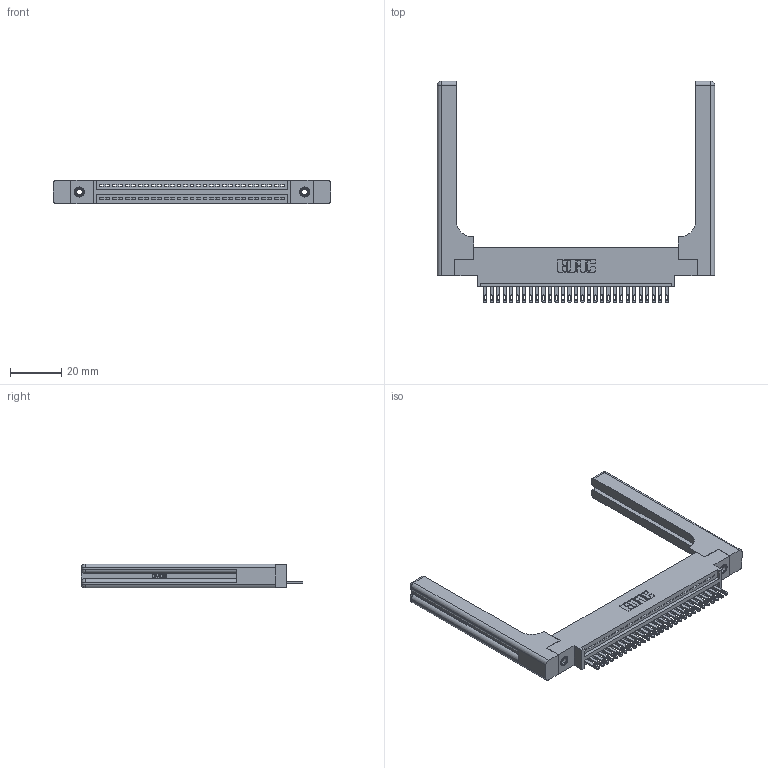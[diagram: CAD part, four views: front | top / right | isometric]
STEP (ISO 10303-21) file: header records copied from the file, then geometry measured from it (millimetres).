
FILE_DESCRIPTION (( 'STEP AP203' ), '1' );
FILE_NAME ('345-029-500-658.STEP', '2019-10-07T06:47:23', ( '' ), ( '' ), 'SwSTEP 2.0', 'SolidWorks 2016', '' );
FILE_SCHEMA (( 'CONFIG_CONTROL_DESIGN' ));
Length unit declared in the file: inch
Products named in the file (5): 345-292-001_345-293-100; 345-029-500-658; 345 Part_0.170 Offset - 0.156 Dia-TH; 345-220-058_345-220-058; 345-250-001_345-250-001-102
Assembly tree (34 placements, depth 2):
  345-029-500-658
    345 Part_0.170 Offset - 0.156 Dia-TH
    345-292-001_345-293-100  x29
    345-250-001_345-250-001-102  x2
    345-220-058_345-220-058  x2
Bounding box: 108.69 x 86.79 x 9.4 mm (x, y, z)
Volume: 18626.2 mm3; surface area: 18770.8 mm2
Topology: 34 solids, 34 shells, 1952 faces, 5891 edges, 3906 vertices
Faces by surface type: plane 1218, cylinder 674, bspline 36, cone 12, sphere 8, torus 4
Entity records: 28820 total; most frequent: CARTESIAN_POINT 5964, ORIENTED_EDGE 4724, DIRECTION 4176, EDGE_CURVE 2362, VECTOR 2018, LINE 2018, VERTEX_POINT 1566, AXIS2_PLACEMENT_3D 1079
